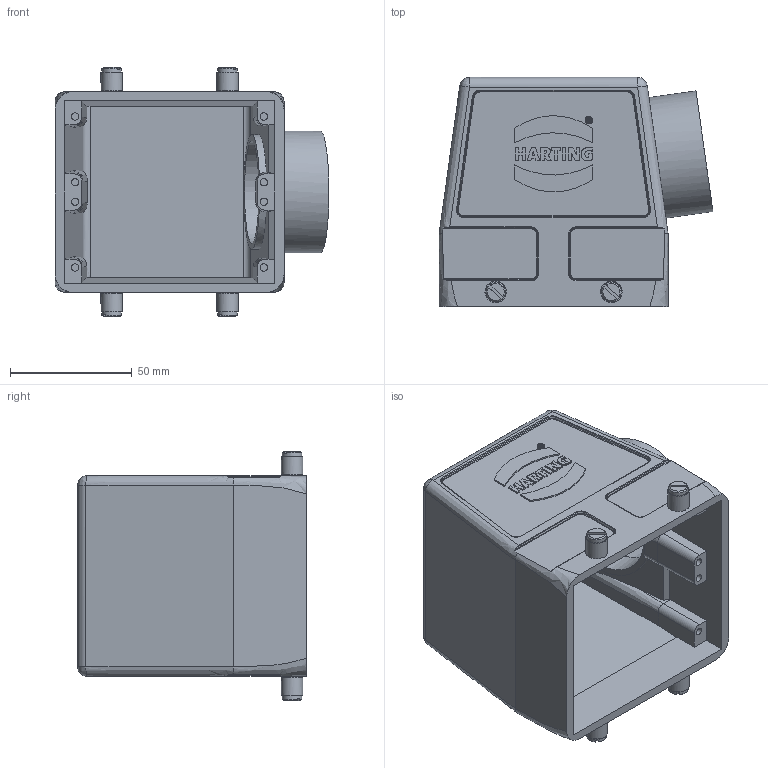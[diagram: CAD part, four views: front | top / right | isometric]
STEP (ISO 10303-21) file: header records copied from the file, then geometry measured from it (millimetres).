
FILE_DESCRIPTION(( 'HARTING HARTING HARTING HARTING HARTING HARTING HARTING HARTING HARTING', 'This Document is valid for Parts No. 09 30 032 0522'),'2;1');
FILE_NAME('MD_09300320522_R29337.stp', '2004-05-17T14:51:40',('ITIS-3'),('HARTING KGaA, D-32339 Espelkamp'), 'I-DEAS Master Series 9','HP-UNIX','Yes');
FILE_SCHEMA(('AUTOMOTIVE_DESIGN { 1 0 10303 214 0 1 1 1 }'));
Length unit declared in the file: millimetre
Products named in the file (1): Han 32B-gs-36
Bounding box: 112.43 x 94 x 102.5 mm (x, y, z)
Volume: 183154.8 mm3; surface area: 78555.5 mm2
Topology: 1 solids, 1 shells, 527 faces, 1363 edges, 874 vertices
Faces by surface type: bspline 527
Entity records: 17495 total; most frequent: CARTESIAN_POINT 7787, ORIENTED_EDGE 2718, EDGE_CURVE 1359, OVER_RIDING_STYLED_ITEM 908, VERTEX_POINT 874, QUASI_UNIFORM_CURVE 810, STYLED_ITEM 663, EDGE_LOOP 569
